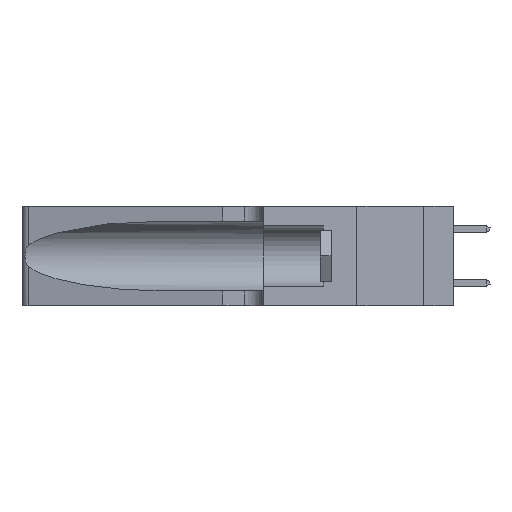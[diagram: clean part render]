
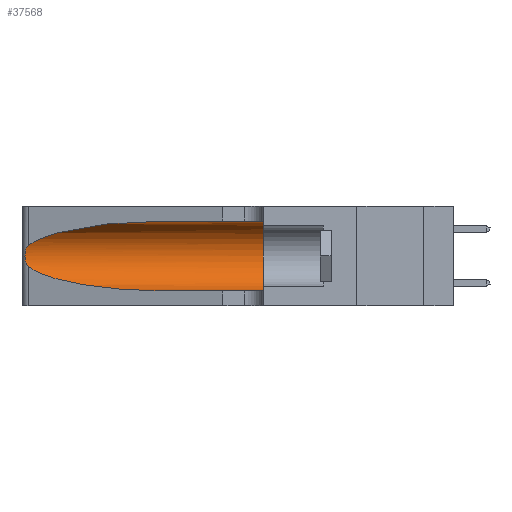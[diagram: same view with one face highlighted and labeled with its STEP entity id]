
A CAD part, left-side view. The second image highlights one B-rep face of the part: STEP entity #37568.
In plain terms, the highlighted cylindrical face has radius 3.308 mm (diameter 6.617 mm), a partial arc.
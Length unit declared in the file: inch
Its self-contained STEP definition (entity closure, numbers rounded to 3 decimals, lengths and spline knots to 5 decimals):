
#398 = EDGE_CURVE ( 'NONE', #21966, #10223, #597, .T. ) ;
#549 = VERTEX_POINT ( 'NONE', #11393 ) ;
#597 =( BOUNDED_CURVE ( )  B_SPLINE_CURVE ( 3, ( #39824, #13750, #28661, #34017 ),
 .UNSPECIFIED., .F., .F. ) 
 B_SPLINE_CURVE_WITH_KNOTS ( ( 4, 4 ),
 ( 3.44316, 4.71239 ),
 .UNSPECIFIED. ) 
 CURVE ( )  GEOMETRIC_REPRESENTATION_ITEM ( )  RATIONAL_B_SPLINE_CURVE ( ( 1., 0.87, 0.87, 1. ) ) 
 REPRESENTATION_ITEM ( '' )  );
#849 = CARTESIAN_POINT ( 'NONE',  ( 0.1305, 0.72297, 0.31525 ) ) ;
#1446 = CYLINDRICAL_SURFACE ( 'NONE', #24844, 0.13025 ) ;
#2662 = LINE ( 'NONE', #21182, #16418 ) ;
#3675 = CARTESIAN_POINT ( 'NONE',  ( 0.1305, 1.61858, 0.05475 ) ) ;
#3894 = EDGE_LOOP ( 'NONE', ( #10858, #36254, #35429, #9185, #22050, #8779 ) ) ;
#5277 = AXIS2_PLACEMENT_3D ( 'NONE', #19423, #30361, #26988 ) ;
#5351 = LINE ( 'NONE', #3675, #13965 ) ;
#6193 = CIRCLE ( 'NONE', #5277, 0.13025 ) ;
#7338 = DIRECTION ( 'NONE',  ( 0., -1., 0. ) ) ;
#8139 = CARTESIAN_POINT ( 'NONE',  ( 0.25787, 1.23484, 0.2124 ) ) ;
#8295 = CARTESIAN_POINT ( 'NONE',  ( 0.25555, 1.22993, 0.14849 ) ) ;
#8345 = EDGE_CURVE ( 'NONE', #11256, #26605, #2662, .T. ) ;
#8462 = CARTESIAN_POINT ( 'NONE',  ( 0.25555, 1.22994, 0.2215 ) ) ;
#8779 = ORIENTED_EDGE ( 'NONE', *, *, #8345, .F. ) ;
#9185 = ORIENTED_EDGE ( 'NONE', *, *, #34773, .T. ) ;
#10164 = EDGE_CURVE ( 'NONE', #42844, #21966, #12690, .T. ) ;
#10223 = VERTEX_POINT ( 'NONE', #35002 ) ;
#10858 = ORIENTED_EDGE ( 'NONE', *, *, #28503, .T. ) ;
#11256 = VERTEX_POINT ( 'NONE', #17813 ) ;
#11393 = CARTESIAN_POINT ( 'NONE',  ( 0.1305, 0.35, 0.05475 ) ) ;
#11763 = CARTESIAN_POINT ( 'NONE',  ( 0.25487, 1.22718, 0.22369 ) ) ;
#11875 = CARTESIAN_POINT ( 'NONE',  ( 0.26017, 1.23833, 0.17102 ) ) ;
#12690 = B_SPLINE_CURVE_WITH_KNOTS ( 'NONE', 3,
 ( #38086, #8462, #30496, #8139, #34192, #26621, #26948, #37924, #11875, #30325, #45321, #23300, #8295, #23147 ),
 .UNSPECIFIED., .F., .F.,
 ( 4, 2, 2, 2, 2, 2, 4 ),
 ( 0., 0.00027, 0.00053, 0.00107, 0.0016, 0.00187, 0.00214 ),
 .UNSPECIFIED. ) ;
#13344 = DIRECTION ( 'NONE',  ( 0., 0., -1. ) ) ;
#13750 = CARTESIAN_POINT ( 'NONE',  ( 0.2373, 1.15595, 0.08982 ) ) ;
#13965 = VECTOR ( 'NONE', #7338, 39.37008 ) ;
#16418 = VECTOR ( 'NONE', #39695, 39.37008 ) ;
#17813 = CARTESIAN_POINT ( 'NONE',  ( 0.1305, 0.72297, 0.31525 ) ) ;
#17867 = CARTESIAN_POINT ( 'NONE',  ( 0.25487, 1.22718, 0.22369 ) ) ;
#19423 = CARTESIAN_POINT ( 'NONE',  ( 0.1305, 0.35, 0.185 ) ) ;
#21182 = CARTESIAN_POINT ( 'NONE',  ( 0.1305, 1.61858, 0.31525 ) ) ;
#21966 = VERTEX_POINT ( 'NONE', #33491 ) ;
#22050 = ORIENTED_EDGE ( 'NONE', *, *, #31034, .F. ) ;
#23147 = CARTESIAN_POINT ( 'NONE',  ( 0.25487, 1.22718, 0.14631 ) ) ;
#23300 = CARTESIAN_POINT ( 'NONE',  ( 0.25639, 1.23186, 0.15144 ) ) ;
#24844 = AXIS2_PLACEMENT_3D ( 'NONE', #35192, #27788, #13344 ) ;
#26605 = VERTEX_POINT ( 'NONE', #31039 ) ;
#26621 = CARTESIAN_POINT ( 'NONE',  ( 0.26018, 1.23835, 0.19895 ) ) ;
#26948 = CARTESIAN_POINT ( 'NONE',  ( 0.26075, 1.23896, 0.19203 ) ) ;
#26988 = DIRECTION ( 'NONE',  ( 0., 0., 1. ) ) ;
#27685 =( BOUNDED_CURVE ( )  B_SPLINE_CURVE ( 3, ( #849, #41535, #41056, #11763 ),
 .UNSPECIFIED., .F., .T. ) 
 B_SPLINE_CURVE_WITH_KNOTS ( ( 4, 4 ),
 ( 1.5708, 2.84003 ),
 .UNSPECIFIED. ) 
 CURVE ( )  GEOMETRIC_REPRESENTATION_ITEM ( )  RATIONAL_B_SPLINE_CURVE ( ( 1., 0.87, 0.87, 1. ) ) 
 REPRESENTATION_ITEM ( '' )  );
#27788 = DIRECTION ( 'NONE',  ( 0., -1., 0. ) ) ;
#28423 = FACE_OUTER_BOUND ( 'NONE', #3894, .T. ) ;
#28503 = EDGE_CURVE ( 'NONE', #11256, #42844, #27685, .T. ) ;
#28661 = CARTESIAN_POINT ( 'NONE',  ( 0.18966, 0.96281, 0.05475 ) ) ;
#30325 = CARTESIAN_POINT ( 'NONE',  ( 0.25856, 1.23593, 0.16098 ) ) ;
#30361 = DIRECTION ( 'NONE',  ( 0., 1., 0. ) ) ;
#30496 = CARTESIAN_POINT ( 'NONE',  ( 0.25639, 1.23184, 0.21858 ) ) ;
#31034 = EDGE_CURVE ( 'NONE', #26605, #549, #6193, .T. ) ;
#31039 = CARTESIAN_POINT ( 'NONE',  ( 0.1305, 0.35, 0.31525 ) ) ;
#33491 = CARTESIAN_POINT ( 'NONE',  ( 0.25487, 1.22718, 0.14631 ) ) ;
#34017 = CARTESIAN_POINT ( 'NONE',  ( 0.1305, 0.72297, 0.05475 ) ) ;
#34192 = CARTESIAN_POINT ( 'NONE',  ( 0.25854, 1.2359, 0.20912 ) ) ;
#34773 = EDGE_CURVE ( 'NONE', #10223, #549, #5351, .T. ) ;
#35002 = CARTESIAN_POINT ( 'NONE',  ( 0.1305, 0.72297, 0.05475 ) ) ;
#35192 = CARTESIAN_POINT ( 'NONE',  ( 0.1305, 1.61858, 0.185 ) ) ;
#35429 = ORIENTED_EDGE ( 'NONE', *, *, #398, .T. ) ;
#36254 = ORIENTED_EDGE ( 'NONE', *, *, #10164, .T. ) ;
#37568 = ADVANCED_FACE ( 'NONE', ( #28423 ), #1446, .F. ) ;
#37924 = CARTESIAN_POINT ( 'NONE',  ( 0.26075, 1.23896, 0.178 ) ) ;
#38086 = CARTESIAN_POINT ( 'NONE',  ( 0.25487, 1.22718, 0.22369 ) ) ;
#39695 = DIRECTION ( 'NONE',  ( 0., -1., 0. ) ) ;
#39824 = CARTESIAN_POINT ( 'NONE',  ( 0.25487, 1.22718, 0.14631 ) ) ;
#41056 = CARTESIAN_POINT ( 'NONE',  ( 0.2373, 1.15595, 0.28018 ) ) ;
#41535 = CARTESIAN_POINT ( 'NONE',  ( 0.18966, 0.96281, 0.31525 ) ) ;
#42844 = VERTEX_POINT ( 'NONE', #17867 ) ;
#45321 = CARTESIAN_POINT ( 'NONE',  ( 0.25789, 1.23486, 0.15765 ) ) ;
